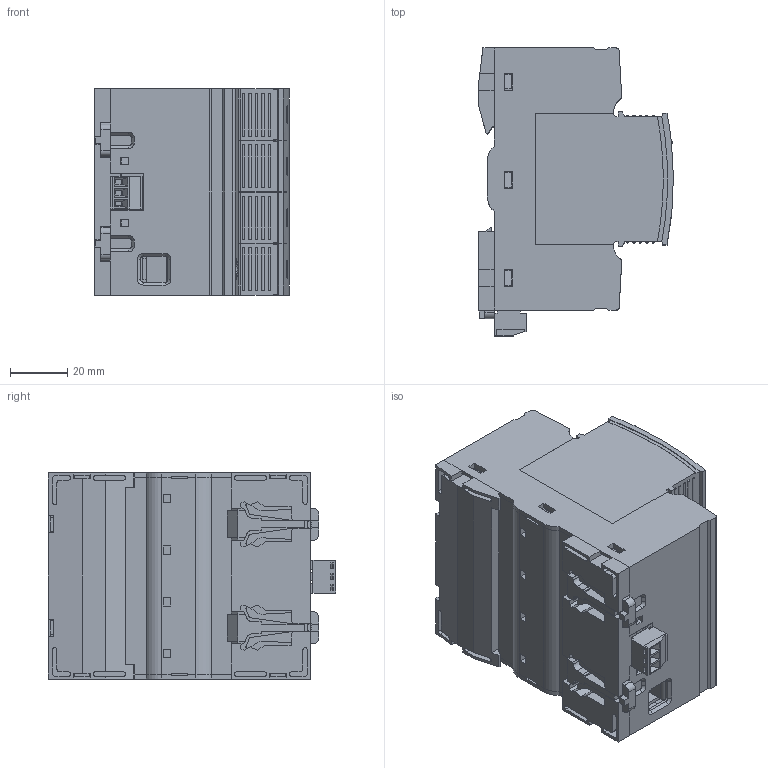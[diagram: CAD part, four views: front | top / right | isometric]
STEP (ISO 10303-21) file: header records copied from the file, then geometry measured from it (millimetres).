
FILE_DESCRIPTION (( 'STEP AP203' ), '1' );
FILE_NAME ('opv-b(c-d)4.ÃÌ Îãðàíè÷èòåëü èìïóëüñíûõ íàïðÿæåíèé ñ ñèãíàëèçàöèåé EKF PROxima.STEP', '2025-03-12T12:26:44', ( '' ), ( '' ), 'SwSTEP 2.0', 'SolidWorks 2021', '' );
FILE_SCHEMA (( 'CONFIG_CONTROL_DESIGN' ));
Length unit declared in the file: millimetre
Products named in the file (1): opv-b(c-d)4.ÃÌ Îãðàíè÷èòåëü èìïóëüñíûõ íàïðÿæåíèé ñ ñèãíàëèçàöèåé EKF PROxima
Bounding box: 68 x 100.5 x 72 mm (x, y, z)
Volume: 352618.5 mm3; surface area: 99380.7 mm2
Topology: 65 solids, 65 shells, 2664 faces, 6697 edges, 4311 vertices
Faces by surface type: plane 1972, cylinder 560, cone 81, torus 51
Entity records: 79213 total; most frequent: CARTESIAN_POINT 14620, ORIENTED_EDGE 13394, DIRECTION 13117, EDGE_CURVE 6697, VECTOR 5197, LINE 5197, VERTEX_POINT 4311, AXIS2_PLACEMENT_3D 3960
